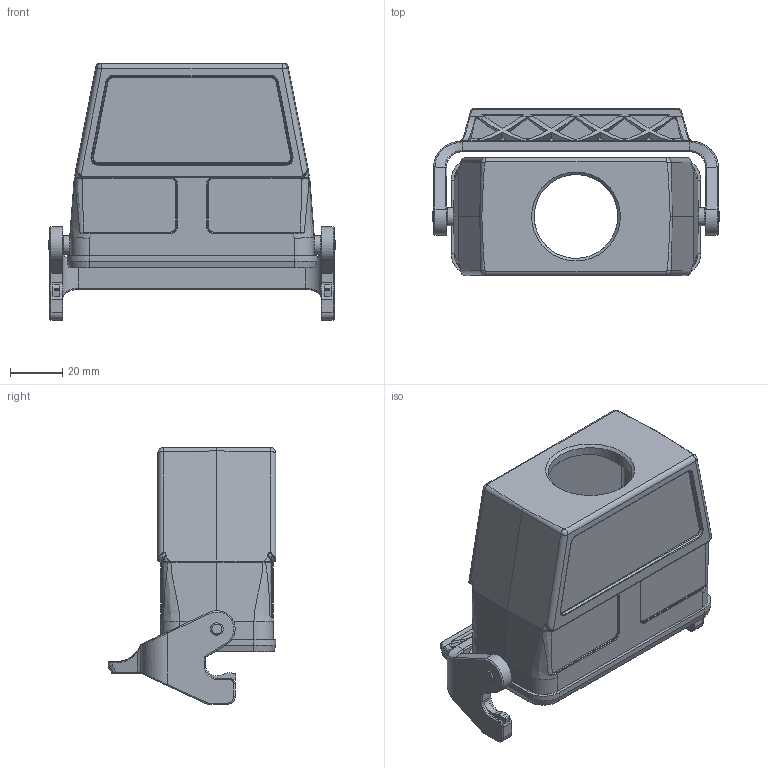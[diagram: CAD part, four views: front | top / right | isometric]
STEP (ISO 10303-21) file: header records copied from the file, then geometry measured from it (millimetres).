
FILE_DESCRIPTION(/* description */ (''),/* implementation_level */ '2;1');
FILE_NAME(/* name */ '100170510ugm000_c.stp',/* time_stamp */ '2017-11-03T15:16:41+01:00',/* author */ (''),/* organization */ (''),/* preprocessor_version */ 'ST-DEVELOPER v16',/* originating_system */ 'SIEMENS PLM Software NX 10.0',/* authorisation */ '');
FILE_SCHEMA (('AUTOMOTIVE_DESIGN { 1 0 10303 214 3 1 1 1 }'));
Length unit declared in the file: millimetre
Products named in the file (1): 100170510ugm000_c
Bounding box: 109.9 x 64 x 98.1 mm (x, y, z)
Volume: 100074 mm3; surface area: 53974.3 mm2
Topology: 2 solids, 2 shells, 798 faces, 2381 edges, 1943 vertices
Faces by surface type: plane 322, cylinder 204, bspline 171, torus 55, cone 40, sphere 6
Full cylindrical faces by diameter (mm): 3 x4, 4 x2, 4.8 x2, 7 x2, 32 x1
Entity records: 34179 total; most frequent: CARTESIAN_POINT 11258, ORIENTED_EDGE 3964, DIRECTION 3604, EDGE_CURVE 1982, AXIS2_PLACEMENT_3D 1283, VERTEX_POINT 1234, LINE 1038, VECTOR 1038
